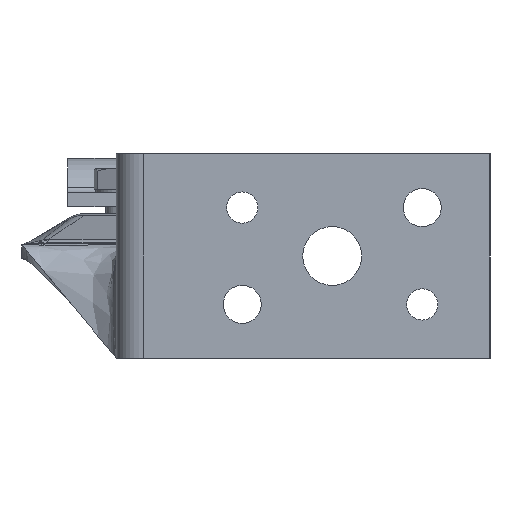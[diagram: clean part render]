
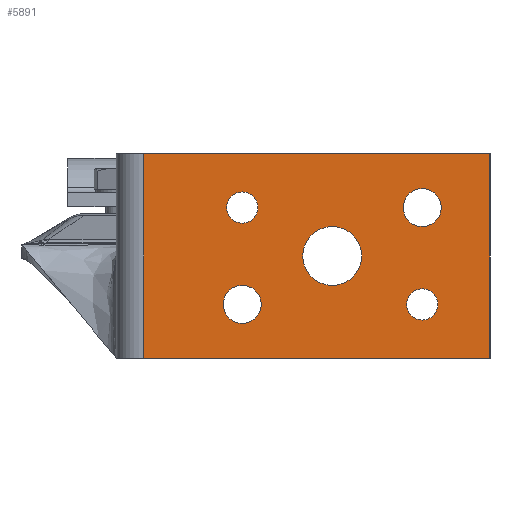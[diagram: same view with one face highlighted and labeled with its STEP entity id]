
A CAD part, front view. The second image highlights one B-rep face of the part: STEP entity #5891.
In plain terms, the highlighted face is planar.
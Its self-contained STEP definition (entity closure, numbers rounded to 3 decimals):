
#50 = VECTOR ( 'NONE', #4808, 1000. ) ;
#89 = EDGE_CURVE ( 'NONE', #4782, #8326, #2109, .T. ) ;
#219 = DIRECTION ( 'NONE',  ( 1., 0., 0. ) ) ;
#227 = CARTESIAN_POINT ( 'NONE',  ( -4., -6.6, 17.2 ) ) ;
#242 = FACE_OUTER_BOUND ( 'NONE', #1668, .T. ) ;
#387 = FACE_BOUND ( 'NONE', #8791, .T. ) ;
#448 = VERTEX_POINT ( 'NONE', #3269 ) ;
#462 = LINE ( 'NONE', #8158, #4675 ) ;
#484 = LINE ( 'NONE', #6795, #5089 ) ;
#794 = DIRECTION ( 'NONE',  ( 1., 0., 0. ) ) ;
#799 = CIRCLE ( 'NONE', #5957, 2.25 ) ;
#940 = VERTEX_POINT ( 'NONE', #4029 ) ;
#1016 = ORIENTED_EDGE ( 'NONE', *, *, #7953, .T. ) ;
#1036 = DIRECTION ( 'NONE',  ( -1., 0., 0. ) ) ;
#1057 = EDGE_CURVE ( 'NONE', #448, #4255, #799, .T. ) ;
#1074 = CARTESIAN_POINT ( 'NONE',  ( -4., 0.4, 30.2 ) ) ;
#1215 = ORIENTED_EDGE ( 'NONE', *, *, #4820, .T. ) ;
#1372 = CARTESIAN_POINT ( 'NONE',  ( -4., -6.6, 45.45 ) ) ;
#1425 = CIRCLE ( 'NONE', #4540, 2.25 ) ;
#1466 = CARTESIAN_POINT ( 'NONE',  ( -4., 15.15, 3. ) ) ;
#1668 = EDGE_LOOP ( 'NONE', ( #5458, #3522, #6639, #2924 ) ) ;
#1677 = EDGE_CURVE ( 'NONE', #2971, #8270, #4658, .T. ) ;
#1783 = CARTESIAN_POINT ( 'NONE',  ( -4., -6.6, 17.2 ) ) ;
#1792 = EDGE_CURVE ( 'NONE', #8270, #2971, #4950, .T. ) ;
#1816 = EDGE_LOOP ( 'NONE', ( #6396, #1215 ) ) ;
#1933 = DIRECTION ( 'NONE',  ( 1., 0., 0. ) ) ;
#1953 = ORIENTED_EDGE ( 'NONE', *, *, #7020, .T. ) ;
#2071 = CARTESIAN_POINT ( 'NONE',  ( -4., 7.4, 43.2 ) ) ;
#2109 = LINE ( 'NONE', #1466, #50 ) ;
#2123 = CARTESIAN_POINT ( 'NONE',  ( -4., -6.6, 19.95 ) ) ;
#2242 = EDGE_CURVE ( 'NONE', #5142, #940, #8891, .T. ) ;
#2250 = DIRECTION ( 'NONE',  ( 1., 0., 0. ) ) ;
#2465 = AXIS2_PLACEMENT_3D ( 'NONE', #7344, #1036, #6556 ) ;
#2530 = DIRECTION ( 'NONE',  ( 0., 0., 1. ) ) ;
#2552 = DIRECTION ( 'NONE',  ( 0., 0., 1. ) ) ;
#2706 = CARTESIAN_POINT ( 'NONE',  ( -4., -6.6, 14.45 ) ) ;
#2736 = CIRCLE ( 'NONE', #3043, 2.75 ) ;
#2753 = CARTESIAN_POINT ( 'NONE',  ( -4., 7.4, 19.45 ) ) ;
#2827 = EDGE_LOOP ( 'NONE', ( #4555, #7507 ) ) ;
#2879 = AXIS2_PLACEMENT_3D ( 'NONE', #4012, #219, #2530 ) ;
#2924 = ORIENTED_EDGE ( 'NONE', *, *, #5538, .T. ) ;
#2971 = VERTEX_POINT ( 'NONE', #5774 ) ;
#3043 = AXIS2_PLACEMENT_3D ( 'NONE', #1783, #3223, #4615 ) ;
#3054 = CARTESIAN_POINT ( 'NONE',  ( -4., 15.15, 3. ) ) ;
#3148 = CIRCLE ( 'NONE', #7548, 2.75 ) ;
#3205 = DIRECTION ( 'NONE',  ( 0., -1., 0. ) ) ;
#3223 = DIRECTION ( 'NONE',  ( 1., 0., 0. ) ) ;
#3269 = CARTESIAN_POINT ( 'NONE',  ( -4., 7.4, 14.95 ) ) ;
#3289 = VERTEX_POINT ( 'NONE', #2123 ) ;
#3522 = ORIENTED_EDGE ( 'NONE', *, *, #89, .F. ) ;
#3633 = CIRCLE ( 'NONE', #7737, 2.75 ) ;
#3740 = EDGE_CURVE ( 'NONE', #7779, #7184, #3633, .T. ) ;
#3812 = FACE_BOUND ( 'NONE', #2827, .T. ) ;
#3992 = CIRCLE ( 'NONE', #7207, 2.25 ) ;
#4012 = CARTESIAN_POINT ( 'NONE',  ( -4., -6.6, 43.2 ) ) ;
#4029 = CARTESIAN_POINT ( 'NONE',  ( -4., -6.6, 40.95 ) ) ;
#4122 = DIRECTION ( 'NONE',  ( 0., 0., 1. ) ) ;
#4210 = VERTEX_POINT ( 'NONE', #2706 ) ;
#4255 = VERTEX_POINT ( 'NONE', #2753 ) ;
#4339 = DIRECTION ( 'NONE',  ( 0., 0., 1. ) ) ;
#4394 = VECTOR ( 'NONE', #5648, 1000. ) ;
#4424 = PLANE ( 'NONE',  #2465 ) ;
#4496 = DIRECTION ( 'NONE',  ( 1., 0., 0. ) ) ;
#4509 = EDGE_CURVE ( 'NONE', #4782, #8370, #462, .T. ) ;
#4528 = ORIENTED_EDGE ( 'NONE', *, *, #1677, .T. ) ;
#4540 = AXIS2_PLACEMENT_3D ( 'NONE', #8551, #4496, #5087 ) ;
#4555 = ORIENTED_EDGE ( 'NONE', *, *, #6740, .T. ) ;
#4615 = DIRECTION ( 'NONE',  ( 0., 0., 1. ) ) ;
#4658 = CIRCLE ( 'NONE', #8437, 4.25 ) ;
#4675 = VECTOR ( 'NONE', #3205, 1000. ) ;
#4687 = CARTESIAN_POINT ( 'NONE',  ( -4., 0.4, 30.2 ) ) ;
#4771 = CARTESIAN_POINT ( 'NONE',  ( -4., 0.4, 25.95 ) ) ;
#4782 = VERTEX_POINT ( 'NONE', #3054 ) ;
#4808 = DIRECTION ( 'NONE',  ( 0., 0., 1. ) ) ;
#4820 = EDGE_CURVE ( 'NONE', #4255, #448, #1425, .T. ) ;
#4950 = CIRCLE ( 'NONE', #7134, 4.25 ) ;
#5019 = LINE ( 'NONE', #6330, #4394 ) ;
#5087 = DIRECTION ( 'NONE',  ( 0., 0., 1. ) ) ;
#5089 = VECTOR ( 'NONE', #8722, 1000. ) ;
#5142 = VERTEX_POINT ( 'NONE', #1372 ) ;
#5175 = ORIENTED_EDGE ( 'NONE', *, *, #1792, .T. ) ;
#5280 = DIRECTION ( 'NONE',  ( 1., 0., 0. ) ) ;
#5458 = ORIENTED_EDGE ( 'NONE', *, *, #9079, .F. ) ;
#5538 = EDGE_CURVE ( 'NONE', #8370, #7233, #5019, .T. ) ;
#5590 = EDGE_LOOP ( 'NONE', ( #6723, #6814 ) ) ;
#5648 = DIRECTION ( 'NONE',  ( 0., 0., 1. ) ) ;
#5749 = DIRECTION ( 'NONE',  ( 1., 0., 0. ) ) ;
#5774 = CARTESIAN_POINT ( 'NONE',  ( -4., 0.4, 34.45 ) ) ;
#5891 = ADVANCED_FACE ( 'NONE', ( #5971, #7897, #3812, #387, #7255, #242 ), #4424, .T. ) ;
#5957 = AXIS2_PLACEMENT_3D ( 'NONE', #9001, #5749, #4122 ) ;
#5971 = FACE_BOUND ( 'NONE', #1816, .T. ) ;
#5990 = CIRCLE ( 'NONE', #6857, 2.75 ) ;
#6179 = CARTESIAN_POINT ( 'NONE',  ( -4., 7.4, 43.2 ) ) ;
#6197 = CARTESIAN_POINT ( 'NONE',  ( -4., 7.4, 40.45 ) ) ;
#6304 = CARTESIAN_POINT ( 'NONE',  ( -4., 15.15, 53. ) ) ;
#6330 = CARTESIAN_POINT ( 'NONE',  ( -4., -14.35, 3. ) ) ;
#6396 = ORIENTED_EDGE ( 'NONE', *, *, #1057, .T. ) ;
#6421 = CARTESIAN_POINT ( 'NONE',  ( -4., -14.35, 53. ) ) ;
#6556 = DIRECTION ( 'NONE',  ( 0., 0., 1. ) ) ;
#6639 = ORIENTED_EDGE ( 'NONE', *, *, #4509, .T. ) ;
#6723 = ORIENTED_EDGE ( 'NONE', *, *, #8355, .T. ) ;
#6740 = EDGE_CURVE ( 'NONE', #940, #5142, #3992, .T. ) ;
#6795 = CARTESIAN_POINT ( 'NONE',  ( -4., 15.15, 53. ) ) ;
#6804 = DIRECTION ( 'NONE',  ( 0., 0., 1. ) ) ;
#6814 = ORIENTED_EDGE ( 'NONE', *, *, #3740, .T. ) ;
#6857 = AXIS2_PLACEMENT_3D ( 'NONE', #6179, #8961, #9095 ) ;
#7020 = EDGE_CURVE ( 'NONE', #4210, #3289, #2736, .T. ) ;
#7134 = AXIS2_PLACEMENT_3D ( 'NONE', #1074, #7379, #2552 ) ;
#7184 = VERTEX_POINT ( 'NONE', #6197 ) ;
#7207 = AXIS2_PLACEMENT_3D ( 'NONE', #8630, #2250, #4339 ) ;
#7233 = VERTEX_POINT ( 'NONE', #6421 ) ;
#7244 = EDGE_LOOP ( 'NONE', ( #1953, #1016 ) ) ;
#7255 = FACE_BOUND ( 'NONE', #7244, .T. ) ;
#7344 = CARTESIAN_POINT ( 'NONE',  ( -4., 15.15, 3. ) ) ;
#7379 = DIRECTION ( 'NONE',  ( 1., 0., 0. ) ) ;
#7507 = ORIENTED_EDGE ( 'NONE', *, *, #2242, .T. ) ;
#7548 = AXIS2_PLACEMENT_3D ( 'NONE', #227, #794, #8514 ) ;
#7737 = AXIS2_PLACEMENT_3D ( 'NONE', #2071, #1933, #6804 ) ;
#7779 = VERTEX_POINT ( 'NONE', #7790 ) ;
#7790 = CARTESIAN_POINT ( 'NONE',  ( -4., 7.4, 45.95 ) ) ;
#7897 = FACE_BOUND ( 'NONE', #5590, .T. ) ;
#7918 = CARTESIAN_POINT ( 'NONE',  ( -4., -14.35, 3. ) ) ;
#7953 = EDGE_CURVE ( 'NONE', #3289, #4210, #3148, .T. ) ;
#8158 = CARTESIAN_POINT ( 'NONE',  ( -4., 15.15, 3. ) ) ;
#8270 = VERTEX_POINT ( 'NONE', #4771 ) ;
#8326 = VERTEX_POINT ( 'NONE', #6304 ) ;
#8355 = EDGE_CURVE ( 'NONE', #7184, #7779, #5990, .T. ) ;
#8370 = VERTEX_POINT ( 'NONE', #7918 ) ;
#8437 = AXIS2_PLACEMENT_3D ( 'NONE', #4687, #5280, #8794 ) ;
#8514 = DIRECTION ( 'NONE',  ( 0., 0., 1. ) ) ;
#8551 = CARTESIAN_POINT ( 'NONE',  ( -4., 7.4, 17.2 ) ) ;
#8630 = CARTESIAN_POINT ( 'NONE',  ( -4., -6.6, 43.2 ) ) ;
#8722 = DIRECTION ( 'NONE',  ( 0., -1., 0. ) ) ;
#8791 = EDGE_LOOP ( 'NONE', ( #5175, #4528 ) ) ;
#8794 = DIRECTION ( 'NONE',  ( 0., 0., 1. ) ) ;
#8891 = CIRCLE ( 'NONE', #2879, 2.25 ) ;
#8961 = DIRECTION ( 'NONE',  ( 1., 0., 0. ) ) ;
#9001 = CARTESIAN_POINT ( 'NONE',  ( -4., 7.4, 17.2 ) ) ;
#9079 = EDGE_CURVE ( 'NONE', #8326, #7233, #484, .T. ) ;
#9095 = DIRECTION ( 'NONE',  ( 0., 0., 1. ) ) ;
